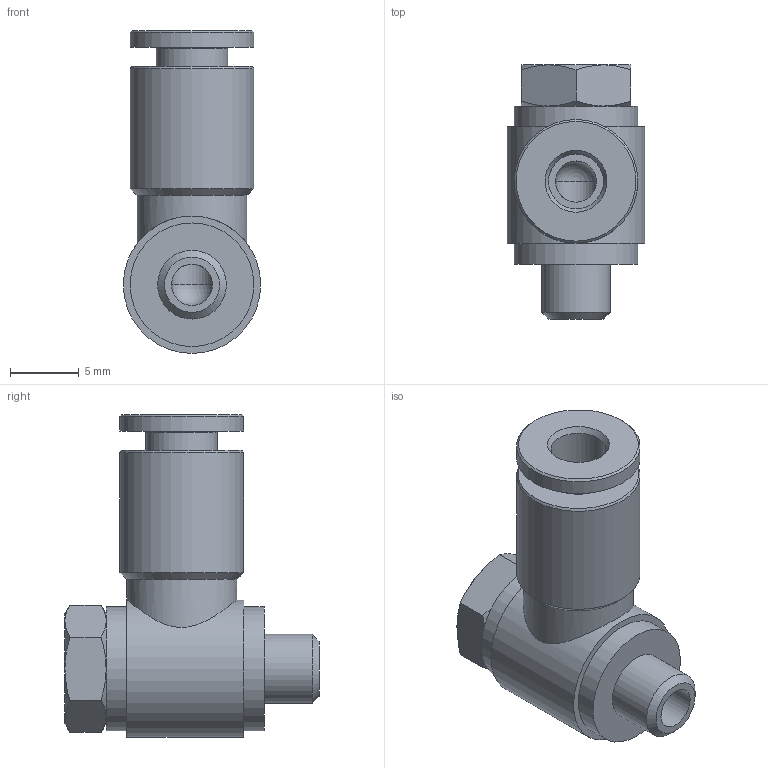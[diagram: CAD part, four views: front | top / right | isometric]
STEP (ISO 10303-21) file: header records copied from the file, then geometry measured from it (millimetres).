
FILE_DESCRIPTION(/* description */ ('STEP AP214'),/* implementation_level */ '2;1');
FILE_NAME(/* name */ '558827_NPQM-LH-M5-Q4-P10',/* time_stamp */ '2024-09-13T06:34:01+02:00',/* author */ ('License CC BY-ND 4.0'),/* organization */ ('CADENAS'),/* preprocessor_version */ 'ST-DEVELOPER v19.3',/* originating_system */ 'PARTsolutions',/* authorisation */ ' ');
FILE_SCHEMA (('AUTOMOTIVE_DESIGN {1 0 10303 214 3 1 1}'));
Length unit declared in the file: millimetre
Products named in the file (1): 558827 NPQM-LH-M5-Q4-P10
Bounding box: 10 x 18.5 x 23.5 mm (x, y, z)
Volume: 1625.5 mm3; surface area: 1422.5 mm2
Topology: 1 solids, 1 shells, 46 faces, 92 edges, 54 vertices
Faces by surface type: cone 18, plane 16, cylinder 11, sphere 1
Full cylindrical faces by diameter (mm): 3 x2, 4 x1, 5 x1, 5.2 x1, 8 x1, 9 x4, 10 x1
Entity records: 1444 total; most frequent: CARTESIAN_POINT 258, DIRECTION 178, ORIENTED_EDGE 140, AXIS2_PLACEMENT_3D 86, EDGE_LOOP 72, FACE_BOUND 72, EDGE_CURVE 70, VERTEX_POINT 50
